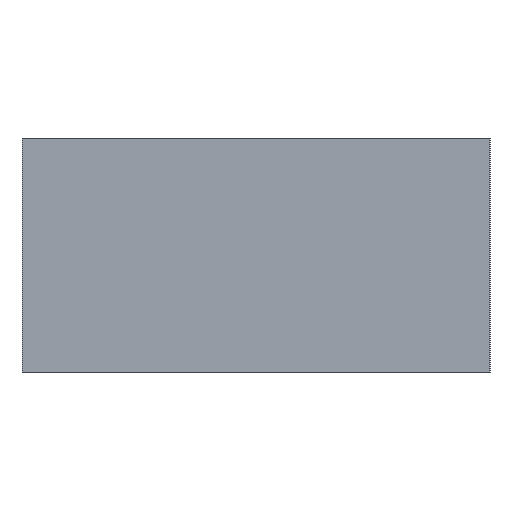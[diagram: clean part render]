
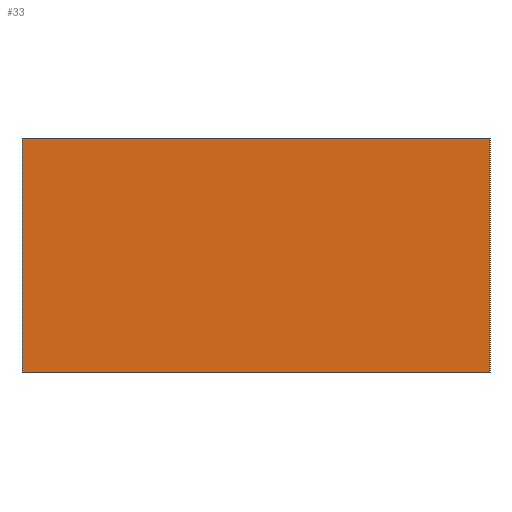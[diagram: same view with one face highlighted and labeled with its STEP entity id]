
A CAD part, left-side view. The second image highlights one B-rep face of the part: STEP entity #33.
In plain terms, the highlighted planar face has unit normal (-1, 0, 0).
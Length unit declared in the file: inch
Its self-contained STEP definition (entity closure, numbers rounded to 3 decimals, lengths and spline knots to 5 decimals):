
#33 = ADVANCED_FACE ( 'NONE', ( #356 ), #355, .F. ) ;
#34 = EDGE_LOOP ( 'NONE', ( #35, #39, #62, #60 ) ) ;
#35 = ORIENTED_EDGE ( 'NONE', *, *, #36, .T. ) ;
#36 = EDGE_CURVE ( 'NONE', #37, #38, #283, .T. ) ;
#37 = VERTEX_POINT ( 'NONE', #279 ) ;
#38 = VERTEX_POINT ( 'NONE', #278 ) ;
#39 = ORIENTED_EDGE ( 'NONE', *, *, #66, .F. ) ;
#57 = EDGE_CURVE ( 'NONE', #59, #37, #218, .T. ) ;
#58 = EDGE_CURVE ( 'NONE', #59, #61, #214, .T. ) ;
#59 = VERTEX_POINT ( 'NONE', #210 ) ;
#60 = ORIENTED_EDGE ( 'NONE', *, *, #57, .T. ) ;
#61 = VERTEX_POINT ( 'NONE', #209 ) ;
#62 = ORIENTED_EDGE ( 'NONE', *, *, #58, .F. ) ;
#66 = EDGE_CURVE ( 'NONE', #61, #38, #202, .T. ) ;
#199 = DIRECTION ( 'NONE',  ( 0., 0., -1. ) ) ;
#200 = VECTOR ( 'NONE', #199, 39.37008 ) ;
#201 = CARTESIAN_POINT ( 'NONE',  ( -1., -0.75, 0.375 ) ) ;
#202 = LINE ( 'NONE', #201, #200 ) ;
#209 = CARTESIAN_POINT ( 'NONE',  ( -1., -0.75, 0.375 ) ) ;
#210 = CARTESIAN_POINT ( 'NONE',  ( -1., 0.75, 0.375 ) ) ;
#211 = DIRECTION ( 'NONE',  ( 0., -1., 0. ) ) ;
#212 = VECTOR ( 'NONE', #211, 39.37008 ) ;
#213 = CARTESIAN_POINT ( 'NONE',  ( -1., 0.75, 0.375 ) ) ;
#214 = LINE ( 'NONE', #213, #212 ) ;
#215 = DIRECTION ( 'NONE',  ( 0., 0., -1. ) ) ;
#216 = VECTOR ( 'NONE', #215, 39.37008 ) ;
#217 = CARTESIAN_POINT ( 'NONE',  ( -1., 0.75, 0.375 ) ) ;
#218 = LINE ( 'NONE', #217, #216 ) ;
#278 = CARTESIAN_POINT ( 'NONE',  ( -1., -0.75, -0.375 ) ) ;
#279 = CARTESIAN_POINT ( 'NONE',  ( -1., 0.75, -0.375 ) ) ;
#280 = DIRECTION ( 'NONE',  ( 0., -1., 0. ) ) ;
#281 = VECTOR ( 'NONE', #280, 39.37008 ) ;
#282 = CARTESIAN_POINT ( 'NONE',  ( -1., 0.75, -0.375 ) ) ;
#283 = LINE ( 'NONE', #282, #281 ) ;
#284 = DIRECTION ( 'NONE',  ( 0., 1., 0. ) ) ;
#285 = DIRECTION ( 'NONE',  ( 1., 0., 0. ) ) ;
#353 = CARTESIAN_POINT ( 'NONE',  ( -1., 0.75, 0.375 ) ) ;
#354 = AXIS2_PLACEMENT_3D ( 'NONE', #353, #285, #284 ) ;
#355 = PLANE ( 'NONE',  #354 ) ;
#356 = FACE_OUTER_BOUND ( 'NONE', #34, .T. ) ;
